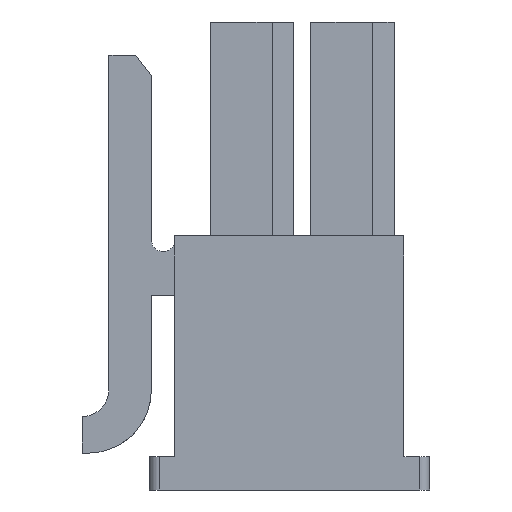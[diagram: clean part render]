
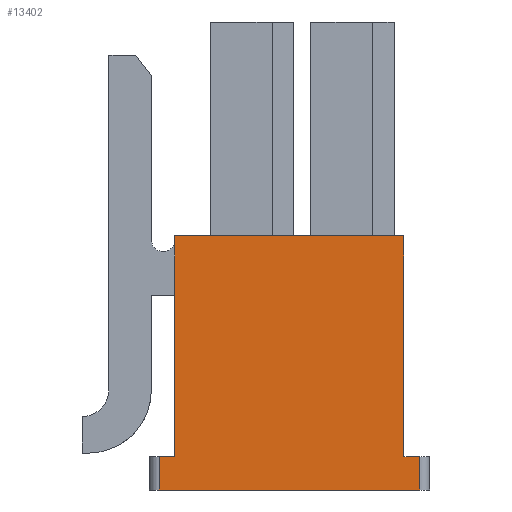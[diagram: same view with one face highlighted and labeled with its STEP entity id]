
A CAD part, front view. The second image highlights one B-rep face of the part: STEP entity #13402.
In plain terms, the highlighted planar face has unit normal (0, -1, 0).
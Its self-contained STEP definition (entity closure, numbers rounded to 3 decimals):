
#1914=ORIENTED_EDGE('',*,*,#5284,.F.);
#1915=ORIENTED_EDGE('',*,*,#5291,.T.);
#1916=ORIENTED_EDGE('',*,*,#5292,.F.);
#1917=ORIENTED_EDGE('',*,*,#5293,.T.);
#1918=ORIENTED_EDGE('',*,*,#5269,.F.);
#1919=ORIENTED_EDGE('',*,*,#5181,.F.);
#1920=ORIENTED_EDGE('',*,*,#5294,.F.);
#1921=ORIENTED_EDGE('',*,*,#5295,.T.);
#5181=EDGE_CURVE('',#6809,#6810,#8322,.T.);
#5269=EDGE_CURVE('',#6810,#6895,#8410,.T.);
#5284=EDGE_CURVE('',#6905,#6906,#8422,.T.);
#5291=EDGE_CURVE('',#6905,#6911,#8426,.F.);
#5292=EDGE_CURVE('',#6912,#6911,#8427,.T.);
#5293=EDGE_CURVE('',#6912,#6895,#8428,.T.);
#5294=EDGE_CURVE('',#6913,#6809,#8429,.T.);
#5295=EDGE_CURVE('',#6913,#6906,#8430,.T.);
#6809=VERTEX_POINT('',#20573);
#6810=VERTEX_POINT('',#20575);
#6895=VERTEX_POINT('',#20749);
#6905=VERTEX_POINT('',#20776);
#6906=VERTEX_POINT('',#20778);
#6911=VERTEX_POINT('',#20791);
#6912=VERTEX_POINT('',#20793);
#6913=VERTEX_POINT('',#20796);
#8322=LINE('',#20574,#10219);
#8410=LINE('',#20748,#10307);
#8422=LINE('',#20777,#10319);
#8426=LINE('',#20790,#10323);
#8427=LINE('',#20792,#10324);
#8428=LINE('',#20794,#10325);
#8429=LINE('',#20795,#10326);
#8430=LINE('',#20797,#10327);
#10219=VECTOR('',#16445,1000.);
#10307=VECTOR('',#16535,1000.);
#10319=VECTOR('',#16559,1000.);
#10323=VECTOR('',#16571,1000.);
#10324=VECTOR('',#16572,1000.);
#10325=VECTOR('',#16573,1000.);
#10326=VECTOR('',#16574,1000.);
#10327=VECTOR('',#16575,1000.);
#11165=EDGE_LOOP('',(#1914,#1915,#1916,#1917,#1918,#1919,#1920,#1921));
#11958=FACE_BOUND('',#11165,.T.);
#12684=PLANE('',#14154);
#13402=ADVANCED_FACE('',(#11958),#12684,.F.);
#14154=AXIS2_PLACEMENT_3D('',#20789,#16569,#16570);
#16445=DIRECTION('',(0.,0.,1.));
#16535=DIRECTION('',(1.,0.,0.));
#16559=DIRECTION('',(-1.,0.,0.));
#16569=DIRECTION('',(0.,1.,0.));
#16570=DIRECTION('',(0.,0.,1.));
#16571=DIRECTION('',(0.,0.,-1.));
#16572=DIRECTION('',(1.,0.,0.));
#16573=DIRECTION('',(0.,0.,1.));
#16574=DIRECTION('',(1.,0.,0.));
#16575=DIRECTION('',(0.,0.,-1.));
#20573=CARTESIAN_POINT('',(-3.815,-12.425,-2.8));
#20574=CARTESIAN_POINT('',(-3.815,-12.425,-3.8));
#20575=CARTESIAN_POINT('',(-3.815,-12.425,3.8));
#20748=CARTESIAN_POINT('',(-3.815,-12.425,3.8));
#20749=CARTESIAN_POINT('',(3.04,-12.425,3.8));
#20776=CARTESIAN_POINT('',(3.515,-12.425,-3.8));
#20777=CARTESIAN_POINT('',(3.815,-12.425,-3.8));
#20778=CARTESIAN_POINT('',(-4.285,-12.425,-3.8));
#20789=CARTESIAN_POINT('',(0.,-12.425,0.));
#20790=CARTESIAN_POINT('',(3.515,-12.425,-2.8));
#20791=CARTESIAN_POINT('',(3.515,-12.425,-2.8));
#20792=CARTESIAN_POINT('',(0.,-12.425,-2.8));
#20793=CARTESIAN_POINT('',(3.04,-12.425,-2.8));
#20794=CARTESIAN_POINT('',(3.04,-12.425,-2.8));
#20795=CARTESIAN_POINT('',(-4.585,-12.425,-2.8));
#20796=CARTESIAN_POINT('',(-4.285,-12.425,-2.8));
#20797=CARTESIAN_POINT('',(-4.285,-12.425,0.));
